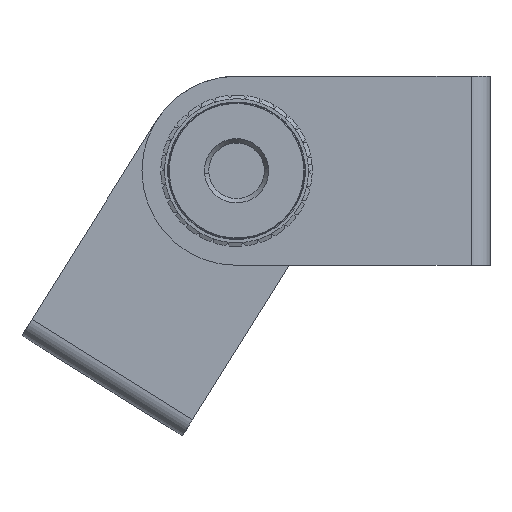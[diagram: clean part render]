
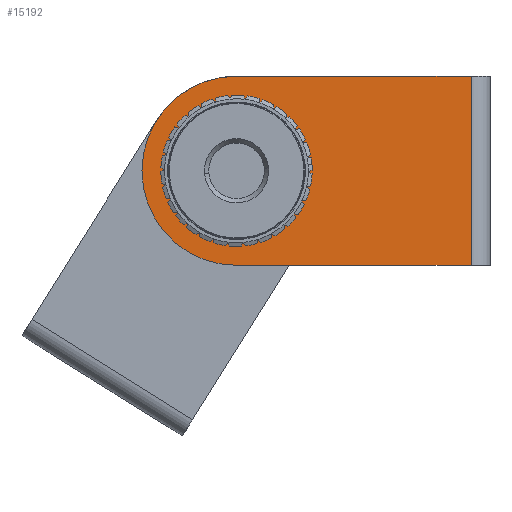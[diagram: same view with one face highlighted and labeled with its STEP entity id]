
A CAD part, left-side view. The second image highlights one B-rep face of the part: STEP entity #15192.
In plain terms, the highlighted planar face has unit normal (-1, 0, 0).
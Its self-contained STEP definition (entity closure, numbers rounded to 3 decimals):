
#15060 = EDGE_CURVE ( 'NONE', #15062, #15064, #31708, .T. ) ;
#15062 = VERTEX_POINT ( 'NONE', #31699 ) ;
#15064 = VERTEX_POINT ( 'NONE', #31693 ) ;
#15115 = VERTEX_POINT ( 'NONE', #31835 ) ;
#15119 = EDGE_CURVE ( 'NONE', #15120, #15115, #31830, .T. ) ;
#15120 = VERTEX_POINT ( 'NONE', #31825 ) ;
#15133 = EDGE_CURVE ( 'NONE', #15115, #15211, #31860, .T. ) ;
#15167 = EDGE_CURVE ( 'NONE', #15064, #15062, #31965, .T. ) ;
#15179 = VERTEX_POINT ( 'NONE', #31991 ) ;
#15183 = EDGE_CURVE ( 'NONE', #15211, #15179, #31990, .T. ) ;
#15192 = ADVANCED_FACE ( 'NONE', ( #32018, #32013 ), #32010, .F. ) ;
#15193 = EDGE_LOOP ( 'NONE', ( #15195, #15197 ) ) ;
#15195 = ORIENTED_EDGE ( 'NONE', *, *, #15167, .T. ) ;
#15197 = ORIENTED_EDGE ( 'NONE', *, *, #15060, .T. ) ;
#15198 = EDGE_LOOP ( 'NONE', ( #15201, #15236, #15241, #15246, #15249 ) ) ;
#15201 = ORIENTED_EDGE ( 'NONE', *, *, #15183, .T. ) ;
#15211 = VERTEX_POINT ( 'NONE', #32080 ) ;
#15236 = ORIENTED_EDGE ( 'NONE', *, *, #15237, .T. ) ;
#15237 = EDGE_CURVE ( 'NONE', #15179, #15239, #32098, .T. ) ;
#15239 = VERTEX_POINT ( 'NONE', #32139 ) ;
#15241 = ORIENTED_EDGE ( 'NONE', *, *, #15244, .F. ) ;
#15244 = EDGE_CURVE ( 'NONE', #15120, #15239, #32177, .T. ) ;
#15246 = ORIENTED_EDGE ( 'NONE', *, *, #15119, .T. ) ;
#15249 = ORIENTED_EDGE ( 'NONE', *, *, #15133, .T. ) ;
#31693 = CARTESIAN_POINT ( 'NONE',  ( -44.5, 67., -3.25 ) ) ;
#31699 = CARTESIAN_POINT ( 'NONE',  ( -44.5, 67., 3.25 ) ) ;
#31700 = DIRECTION ( 'NONE',  ( 0., 1., 0. ) ) ;
#31701 = DIRECTION ( 'NONE',  ( 1., 0., 0. ) ) ;
#31702 = CARTESIAN_POINT ( 'NONE',  ( -44.5, 67., 0. ) ) ;
#31703 = AXIS2_PLACEMENT_3D ( 'NONE', #31702, #31701, #31700 ) ;
#31708 = CIRCLE ( 'NONE', #31703, 3.25 ) ;
#31825 = CARTESIAN_POINT ( 'NONE',  ( -44.5, 67., 25. ) ) ;
#31826 = DIRECTION ( 'NONE',  ( 0., 1., 0. ) ) ;
#31827 = DIRECTION ( 'NONE',  ( -1., 0., 0. ) ) ;
#31828 = CARTESIAN_POINT ( 'NONE',  ( -44.5, 67., 0. ) ) ;
#31829 = AXIS2_PLACEMENT_3D ( 'NONE', #31828, #31827, #31826 ) ;
#31830 = CIRCLE ( 'NONE', #31829, 25. ) ;
#31835 = CARTESIAN_POINT ( 'NONE',  ( -44.5, 92., 0. ) ) ;
#31856 = DIRECTION ( 'NONE',  ( 0., 1., 0. ) ) ;
#31857 = DIRECTION ( 'NONE',  ( -1., 0., 0. ) ) ;
#31858 = CARTESIAN_POINT ( 'NONE',  ( -44.5, 67., 0. ) ) ;
#31859 = AXIS2_PLACEMENT_3D ( 'NONE', #31858, #31857, #31856 ) ;
#31860 = CIRCLE ( 'NONE', #31859, 25. ) ;
#31961 = DIRECTION ( 'NONE',  ( 0., 1., 0. ) ) ;
#31962 = DIRECTION ( 'NONE',  ( 1., 0., 0. ) ) ;
#31963 = CARTESIAN_POINT ( 'NONE',  ( -44.5, 67., 0. ) ) ;
#31964 = AXIS2_PLACEMENT_3D ( 'NONE', #31963, #31962, #31961 ) ;
#31965 = CIRCLE ( 'NONE', #31964, 3.25 ) ;
#31987 = DIRECTION ( 'NONE',  ( 0., -1., 0. ) ) ;
#31988 = VECTOR ( 'NONE', #31987, 1000. ) ;
#31989 = CARTESIAN_POINT ( 'NONE',  ( -44.5, 92., -25. ) ) ;
#31990 = LINE ( 'NONE', #31989, #31988 ) ;
#31991 = CARTESIAN_POINT ( 'NONE',  ( -44.5, 5., -25. ) ) ;
#32009 = CARTESIAN_POINT ( 'NONE',  ( -44.5, 92., 25. ) ) ;
#32010 = PLANE ( 'NONE',  #32012 ) ;
#32012 = AXIS2_PLACEMENT_3D ( 'NONE', #32009, #32065, #32064 ) ;
#32013 = FACE_OUTER_BOUND ( 'NONE', #15198, .T. ) ;
#32018 = FACE_BOUND ( 'NONE', #15193, .T. ) ;
#32064 = DIRECTION ( 'NONE',  ( 0., 1., 0. ) ) ;
#32065 = DIRECTION ( 'NONE',  ( 1., 0., 0. ) ) ;
#32080 = CARTESIAN_POINT ( 'NONE',  ( -44.5, 67., -25. ) ) ;
#32098 = LINE ( 'NONE', #32142, #32141 ) ;
#32139 = CARTESIAN_POINT ( 'NONE',  ( -44.5, 5., 25. ) ) ;
#32140 = DIRECTION ( 'NONE',  ( 0., 0., 1. ) ) ;
#32141 = VECTOR ( 'NONE', #32140, 1000. ) ;
#32142 = CARTESIAN_POINT ( 'NONE',  ( -44.5, 5., -25. ) ) ;
#32174 = DIRECTION ( 'NONE',  ( 0., -1., 0. ) ) ;
#32175 = VECTOR ( 'NONE', #32174, 1000. ) ;
#32176 = CARTESIAN_POINT ( 'NONE',  ( -44.5, 92., 25. ) ) ;
#32177 = LINE ( 'NONE', #32176, #32175 ) ;
